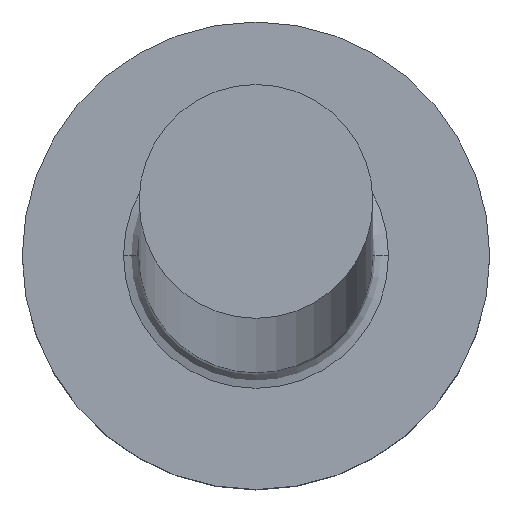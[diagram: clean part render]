
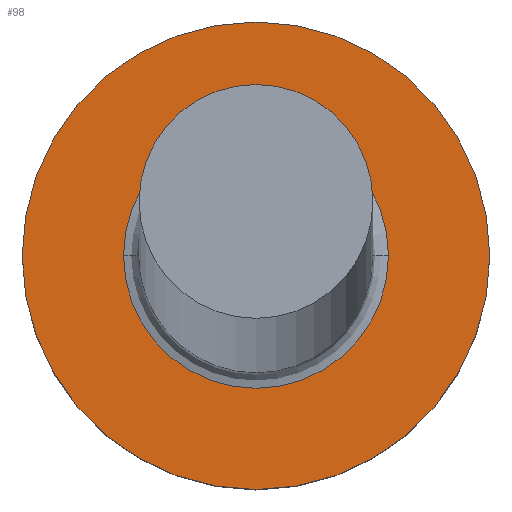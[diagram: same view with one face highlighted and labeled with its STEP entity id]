
A CAD part, top view. The second image highlights one B-rep face of the part: STEP entity #98.
In plain terms, the highlighted planar face has unit normal (0, 0, 1).
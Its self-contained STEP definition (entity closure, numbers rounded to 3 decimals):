
#8 = CARTESIAN_POINT ( 'NONE',  ( 0., 0., 3. ) ) ;
#27 = CIRCLE ( 'NONE', #259, 1.7 ) ;
#29 = DIRECTION ( 'NONE',  ( 1., 0., 0. ) ) ;
#66 = FACE_BOUND ( 'NONE', #221, .T. ) ;
#71 = CARTESIAN_POINT ( 'NONE',  ( 0., 0., 3. ) ) ;
#75 = DIRECTION ( 'NONE',  ( 0., 0., -1. ) ) ;
#80 = AXIS2_PLACEMENT_3D ( 'NONE', #288, #75, #238 ) ;
#85 = ORIENTED_EDGE ( 'NONE', *, *, #300, .T. ) ;
#92 = CARTESIAN_POINT ( 'NONE',  ( 0., 0., 3. ) ) ;
#98 = ADVANCED_FACE ( 'NONE', ( #66, #128 ), #233, .T. ) ;
#111 = DIRECTION ( 'NONE',  ( 0., 0., 1. ) ) ;
#113 = CARTESIAN_POINT ( 'NONE',  ( 0., 0., 3. ) ) ;
#115 = DIRECTION ( 'NONE',  ( 0., 0., 1. ) ) ;
#127 = EDGE_CURVE ( 'NONE', #150, #146, #239, .T. ) ;
#128 = FACE_OUTER_BOUND ( 'NONE', #225, .T. ) ;
#132 = DIRECTION ( 'NONE',  ( 0., 0., 1. ) ) ;
#134 = DIRECTION ( 'NONE',  ( 1., 0., 0. ) ) ;
#146 = VERTEX_POINT ( 'NONE', #181 ) ;
#150 = VERTEX_POINT ( 'NONE', #292 ) ;
#161 = DIRECTION ( 'NONE',  ( 1., 0., 0. ) ) ;
#163 = CARTESIAN_POINT ( 'NONE',  ( -3., 0., 3. ) ) ;
#167 = DIRECTION ( 'NONE',  ( 1., 0., 0. ) ) ;
#169 = DIRECTION ( 'NONE',  ( 0., 0., -1. ) ) ;
#170 = AXIS2_PLACEMENT_3D ( 'NONE', #8, #111, #134 ) ;
#171 = VERTEX_POINT ( 'NONE', #163 ) ;
#178 = ORIENTED_EDGE ( 'NONE', *, *, #207, .T. ) ;
#181 = CARTESIAN_POINT ( 'NONE',  ( -1.7, 0., 3. ) ) ;
#195 = EDGE_CURVE ( 'NONE', #262, #171, #229, .T. ) ;
#207 = EDGE_CURVE ( 'NONE', #171, #262, #212, .T. ) ;
#212 = CIRCLE ( 'NONE', #273, 3. ) ;
#214 = CARTESIAN_POINT ( 'NONE',  ( 3., 0., 3. ) ) ;
#221 = EDGE_LOOP ( 'NONE', ( #285, #85 ) ) ;
#225 = EDGE_LOOP ( 'NONE', ( #178, #280 ) ) ;
#229 = CIRCLE ( 'NONE', #302, 3. ) ;
#233 = PLANE ( 'NONE',  #170 ) ;
#238 = DIRECTION ( 'NONE',  ( 1., 0., 0. ) ) ;
#239 = CIRCLE ( 'NONE', #80, 1.7 ) ;
#259 = AXIS2_PLACEMENT_3D ( 'NONE', #92, #169, #167 ) ;
#262 = VERTEX_POINT ( 'NONE', #214 ) ;
#273 = AXIS2_PLACEMENT_3D ( 'NONE', #113, #115, #161 ) ;
#280 = ORIENTED_EDGE ( 'NONE', *, *, #195, .T. ) ;
#285 = ORIENTED_EDGE ( 'NONE', *, *, #127, .T. ) ;
#288 = CARTESIAN_POINT ( 'NONE',  ( 0., 0., 3. ) ) ;
#292 = CARTESIAN_POINT ( 'NONE',  ( 1.7, 0., 3. ) ) ;
#300 = EDGE_CURVE ( 'NONE', #146, #150, #27, .T. ) ;
#302 = AXIS2_PLACEMENT_3D ( 'NONE', #71, #132, #29 ) ;
